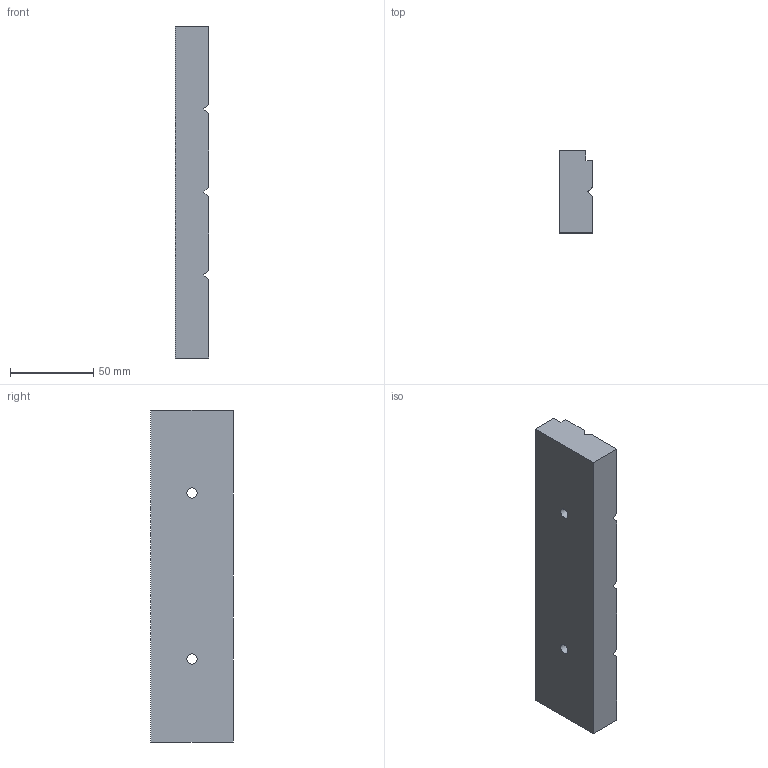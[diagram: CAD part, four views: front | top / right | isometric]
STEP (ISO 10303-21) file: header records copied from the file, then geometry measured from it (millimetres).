
FILE_DESCRIPTION(('HOOPS Exchange Step'),'2;1');
FILE_NAME('export-D50F2844-BAFA-413B-931F-0E3582DA00C6.stp','2023-06-06T11:09:47+02:00',('Engineering'),('Alibre'),'HOOPS Exchange 2021.0','Alibre','Unknown authorisation');
FILE_SCHEMA( ('AP242_MANAGED_MODEL_BASED_3D_ENGINEERING_MIM_LF {1 0 10303 442 1 1 4 }') );
Length unit declared in the file: millimetre
Products named in the file (1): 6319 Aluminium Vice Jaw FOR PS-200-AL, with PRISM
Bounding box: 20 x 49.6 x 200 mm (x, y, z)
Volume: 188000.9 mm3; surface area: 31302 mm2
Topology: 1 solids, 1 shells, 41 faces, 116 edges, 75 vertices
Faces by surface type: plane 35, cylinder 4, cone 2
Full cylindrical faces by diameter (mm): 6.2 x2, 12 x2
Entity records: 1366 total; most frequent: DIRECTION 236, CARTESIAN_POINT 234, ORIENTED_EDGE 232, EDGE_CURVE 116, VECTOR 82, LINE 82, AXIS2_PLACEMENT_3D 77, VERTEX_POINT 75
